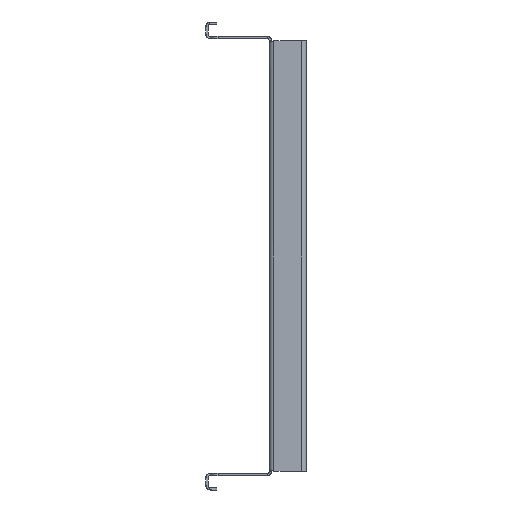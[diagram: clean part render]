
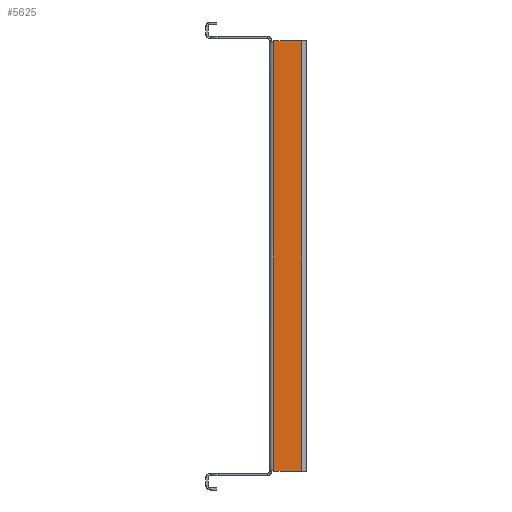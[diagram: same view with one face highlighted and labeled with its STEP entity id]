
A CAD part, left-side view. The second image highlights one B-rep face of the part: STEP entity #5625.
In plain terms, the highlighted planar face has unit normal (-1, 0, 0).
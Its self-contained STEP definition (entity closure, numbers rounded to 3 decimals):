
#483 = VERTEX_POINT ( 'NONE', #9758 ) ;
#543 = VECTOR ( 'NONE', #9472, 1000. ) ;
#710 = EDGE_LOOP ( 'NONE', ( #8010, #2517, #3573, #1546 ) ) ;
#915 = LINE ( 'NONE', #4004, #2600 ) ;
#1382 = CARTESIAN_POINT ( 'NONE',  ( -180., 0., 0. ) ) ;
#1447 = CARTESIAN_POINT ( 'NONE',  ( -180., -29., -193. ) ) ;
#1546 = ORIENTED_EDGE ( 'NONE', *, *, #4346, .T. ) ;
#1679 = LINE ( 'NONE', #4755, #4693 ) ;
#1702 = VERTEX_POINT ( 'NONE', #2259 ) ;
#2132 = FACE_OUTER_BOUND ( 'NONE', #710, .T. ) ;
#2172 = EDGE_CURVE ( 'NONE', #1702, #4311, #3353, .T. ) ;
#2259 = CARTESIAN_POINT ( 'NONE',  ( -180., -4., -193. ) ) ;
#2517 = ORIENTED_EDGE ( 'NONE', *, *, #7780, .T. ) ;
#2600 = VECTOR ( 'NONE', #7087, 1000. ) ;
#2701 = CARTESIAN_POINT ( 'NONE',  ( -180., -4., 193. ) ) ;
#2851 = AXIS2_PLACEMENT_3D ( 'NONE', #1382, #7538, #5123 ) ;
#3353 = LINE ( 'NONE', #4828, #543 ) ;
#3573 = ORIENTED_EDGE ( 'NONE', *, *, #9940, .T. ) ;
#4004 = CARTESIAN_POINT ( 'NONE',  ( -180., -4., 0. ) ) ;
#4025 = VERTEX_POINT ( 'NONE', #2701 ) ;
#4311 = VERTEX_POINT ( 'NONE', #9303 ) ;
#4346 = EDGE_CURVE ( 'NONE', #4025, #1702, #915, .T. ) ;
#4693 = VECTOR ( 'NONE', #7945, 1000. ) ;
#4755 = CARTESIAN_POINT ( 'NONE',  ( -180., 0., 193. ) ) ;
#4828 = CARTESIAN_POINT ( 'NONE',  ( -180., 0., -193. ) ) ;
#5123 = DIRECTION ( 'NONE',  ( 0., -1., 0. ) ) ;
#5220 = PLANE ( 'NONE',  #2851 ) ;
#5625 = ADVANCED_FACE ( 'NONE', ( #2132 ), #5220, .T. ) ;
#7087 = DIRECTION ( 'NONE',  ( 0., 0., -1. ) ) ;
#7538 = DIRECTION ( 'NONE',  ( -1., 0., 0. ) ) ;
#7780 = EDGE_CURVE ( 'NONE', #4311, #483, #8987, .T. ) ;
#7945 = DIRECTION ( 'NONE',  ( 0., 1., 0. ) ) ;
#8010 = ORIENTED_EDGE ( 'NONE', *, *, #2172, .T. ) ;
#8120 = VECTOR ( 'NONE', #9896, 1000. ) ;
#8987 = LINE ( 'NONE', #1447, #8120 ) ;
#9303 = CARTESIAN_POINT ( 'NONE',  ( -180., -29., -193. ) ) ;
#9472 = DIRECTION ( 'NONE',  ( 0., -1., 0. ) ) ;
#9758 = CARTESIAN_POINT ( 'NONE',  ( -180., -29., 193. ) ) ;
#9896 = DIRECTION ( 'NONE',  ( 0., 0., 1. ) ) ;
#9940 = EDGE_CURVE ( 'NONE', #483, #4025, #1679, .T. ) ;
